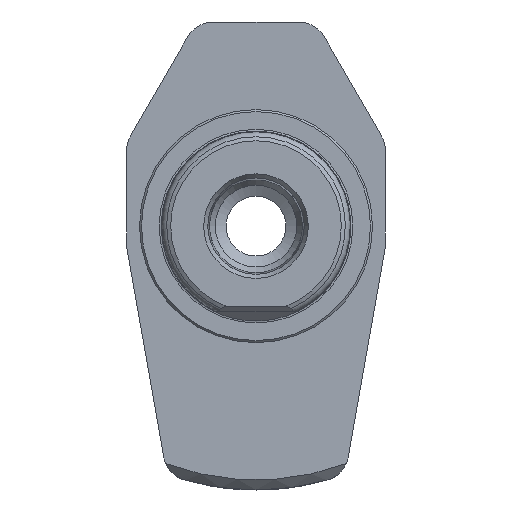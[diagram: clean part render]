
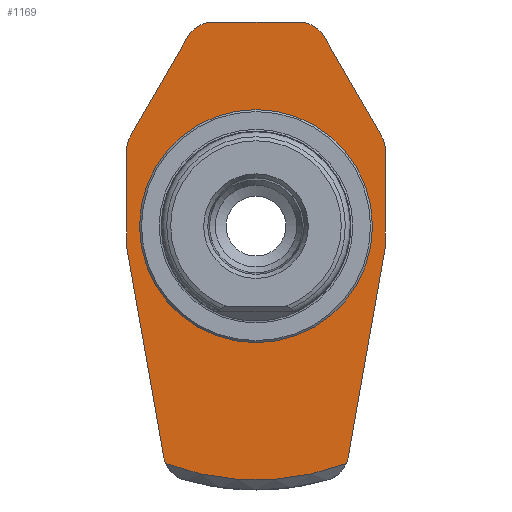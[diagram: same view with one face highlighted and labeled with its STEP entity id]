
A CAD part, left-side view. The second image highlights one B-rep face of the part: STEP entity #1169.
In plain terms, the highlighted planar face has unit normal (-1, 0, 0).
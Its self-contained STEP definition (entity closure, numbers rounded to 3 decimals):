
#674=CARTESIAN_POINT('',(60.2,-12.598,9.072));
#675=VERTEX_POINT('',#674);
#682=CARTESIAN_POINT('',(60.2,-13.,7.572));
#683=VERTEX_POINT('',#682);
#684=CARTESIAN_POINT('',(60.2,-10.,7.572));
#685=DIRECTION('',(-1.0,0.0,0.0));
#686=DIRECTION('',(0.0,-0.866,0.5));
#687=AXIS2_PLACEMENT_3D('',#684,#685,#686);
#688=CIRCLE('',#687,3.0);
#689=EDGE_CURVE('',#683,#675,#688,.T.);
#713=CARTESIAN_POINT('',(60.2,-6.866,19.));
#714=VERTEX_POINT('',#713);
#721=CARTESIAN_POINT('',(60.2,-12.598,9.072));
#722=DIRECTION('',(0.0,0.5,0.866));
#723=VECTOR('',#722,11.464);
#724=LINE('',#721,#723);
#725=EDGE_CURVE('',#675,#714,#724,.T.);
#745=CARTESIAN_POINT('',(60.2,-13.,-2.));
#746=VERTEX_POINT('',#745);
#747=CARTESIAN_POINT('',(60.2,-13.,-2.));
#748=DIRECTION('',(0.0,0.0,1.0));
#749=VECTOR('',#748,9.572);
#750=LINE('',#747,#749);
#751=EDGE_CURVE('',#746,#683,#750,.T.);
#776=CARTESIAN_POINT('',(60.2,-4.268,20.5));
#777=VERTEX_POINT('',#776);
#784=CARTESIAN_POINT('',(60.2,-4.268,17.5));
#785=DIRECTION('',(-1.0,0.0,0.0));
#786=DIRECTION('',(0.0,0.0,1.0));
#787=AXIS2_PLACEMENT_3D('',#784,#785,#786);
#788=CIRCLE('',#787,3.0);
#789=EDGE_CURVE('',#714,#777,#788,.T.);
#809=CARTESIAN_POINT('',(60.2,-9.27,-23.157));
#810=VERTEX_POINT('',#809);
#811=CARTESIAN_POINT('',(60.2,-9.27,-23.157));
#812=DIRECTION('',(0.0,-0.174,0.985));
#813=VECTOR('',#812,21.483);
#814=LINE('',#811,#813);
#815=EDGE_CURVE('',#810,#746,#814,.T.);
#841=CARTESIAN_POINT('',(60.2,-9.065,-23.834));
#842=VERTEX_POINT('',#841);
#843=CARTESIAN_POINT('',(60.2,-6.315,-22.636));
#844=DIRECTION('',(-1.0,0.0,0.0));
#845=DIRECTION('',(0.0,-0.985,-0.174));
#846=AXIS2_PLACEMENT_3D('',#843,#844,#845);
#847=CIRCLE('',#846,3.0);
#848=EDGE_CURVE('',#842,#810,#847,.T.);
#914=CARTESIAN_POINT('',(60.2,9.065,-23.834));
#915=VERTEX_POINT('',#914);
#929=CARTESIAN_POINT('',(60.2,9.27,-23.157));
#930=VERTEX_POINT('',#929);
#931=CARTESIAN_POINT('',(60.2,6.315,-22.636));
#932=DIRECTION('',(-1.0,0.0,0.0));
#933=DIRECTION('',(0.0,0.269,-0.963));
#934=AXIS2_PLACEMENT_3D('',#931,#932,#933);
#935=CIRCLE('',#934,3.0);
#936=EDGE_CURVE('',#930,#915,#935,.T.);
#961=CARTESIAN_POINT('',(60.2,13.,-2.));
#962=VERTEX_POINT('',#961);
#963=CARTESIAN_POINT('',(60.2,13.,-2.));
#964=DIRECTION('',(0.0,-0.174,-0.985));
#965=VECTOR('',#964,21.483);
#966=LINE('',#963,#965);
#967=EDGE_CURVE('',#962,#930,#966,.T.);
#992=CARTESIAN_POINT('',(60.2,13.,7.572));
#993=VERTEX_POINT('',#992);
#994=CARTESIAN_POINT('',(60.2,13.,7.572));
#995=DIRECTION('',(0.0,0.0,-1.0));
#996=VECTOR('',#995,9.572);
#997=LINE('',#994,#996);
#998=EDGE_CURVE('',#993,#962,#997,.T.);
#1024=CARTESIAN_POINT('',(60.2,12.598,9.072));
#1025=VERTEX_POINT('',#1024);
#1026=CARTESIAN_POINT('',(60.2,10.,7.572));
#1027=DIRECTION('',(-1.0,0.0,0.0));
#1028=DIRECTION('',(0.0,1.0,0.0));
#1029=AXIS2_PLACEMENT_3D('',#1026,#1027,#1028);
#1030=CIRCLE('',#1029,3.0);
#1031=EDGE_CURVE('',#1025,#993,#1030,.T.);
#1056=CARTESIAN_POINT('',(60.2,6.866,19.));
#1057=VERTEX_POINT('',#1056);
#1058=CARTESIAN_POINT('',(60.2,6.866,19.));
#1059=DIRECTION('',(0.0,0.5,-0.866));
#1060=VECTOR('',#1059,11.464);
#1061=LINE('',#1058,#1060);
#1062=EDGE_CURVE('',#1057,#1025,#1061,.T.);
#1088=CARTESIAN_POINT('',(60.2,4.268,20.5));
#1089=VERTEX_POINT('',#1088);
#1090=CARTESIAN_POINT('',(60.2,4.268,17.5));
#1091=DIRECTION('',(-1.0,0.0,0.0));
#1092=DIRECTION('',(0.0,0.866,0.5));
#1093=AXIS2_PLACEMENT_3D('',#1090,#1091,#1092);
#1094=CIRCLE('',#1093,3.0);
#1095=EDGE_CURVE('',#1089,#1057,#1094,.T.);
#1118=CARTESIAN_POINT('',(60.2,-4.268,20.5));
#1119=DIRECTION('',(0.0,1.0,0.0));
#1120=VECTOR('',#1119,8.536);
#1121=LINE('',#1118,#1120);
#1122=EDGE_CURVE('',#777,#1089,#1121,.T.);
#1131=CARTESIAN_POINT('',(60.2,18.6,0.0));
#1132=DIRECTION('',(-1.0,0.0,0.0));
#1133=DIRECTION('',(0.0,0.0,1.0));
#1134=AXIS2_PLACEMENT_3D('',#1131,#1132,#1133);
#1135=PLANE('',#1134);
#1136=ORIENTED_EDGE('',*,*,#848,.T.);
#1137=ORIENTED_EDGE('',*,*,#815,.T.);
#1138=ORIENTED_EDGE('',*,*,#751,.T.);
#1139=ORIENTED_EDGE('',*,*,#689,.T.);
#1140=ORIENTED_EDGE('',*,*,#725,.T.);
#1141=ORIENTED_EDGE('',*,*,#789,.T.);
#1142=ORIENTED_EDGE('',*,*,#1122,.T.);
#1143=ORIENTED_EDGE('',*,*,#1095,.T.);
#1144=ORIENTED_EDGE('',*,*,#1062,.T.);
#1145=ORIENTED_EDGE('',*,*,#1031,.T.);
#1146=ORIENTED_EDGE('',*,*,#998,.T.);
#1147=ORIENTED_EDGE('',*,*,#967,.T.);
#1148=ORIENTED_EDGE('',*,*,#936,.T.);
#1149=CARTESIAN_POINT('',(60.2,0.0,0.0));
#1150=DIRECTION('',(1.0,0.0,0.0));
#1151=DIRECTION('',(0.0,1.0,0.0));
#1152=AXIS2_PLACEMENT_3D('',#1149,#1150,#1151);
#1153=CIRCLE('',#1152,25.5);
#1154=EDGE_CURVE('',#842,#915,#1153,.T.);
#1155=ORIENTED_EDGE('',*,*,#1154,.F.);
#1156=EDGE_LOOP('',(#1136,#1137,#1138,#1139,#1140,#1141,#1142,#1143,#1144,#1145,#1146,#1147,#1148,#1155));
#1157=FACE_OUTER_BOUND('',#1156,.T.);
#1158=CARTESIAN_POINT('',(60.2,11.7,0.0));
#1159=VERTEX_POINT('',#1158);
#1160=CARTESIAN_POINT('',(60.2,0.0,0.0));
#1161=DIRECTION('',(1.0,0.0,0.0));
#1162=DIRECTION('',(0.0,1.0,0.0));
#1163=AXIS2_PLACEMENT_3D('',#1160,#1161,#1162);
#1164=CIRCLE('',#1163,11.7);
#1165=EDGE_CURVE('',#1159,#1159,#1164,.T.);
#1166=ORIENTED_EDGE('',*,*,#1165,.T.);
#1167=EDGE_LOOP('',(#1166));
#1168=FACE_BOUND('',#1167,.T.);
#1169=ADVANCED_FACE('',(#1157,#1168),#1135,.T.);
